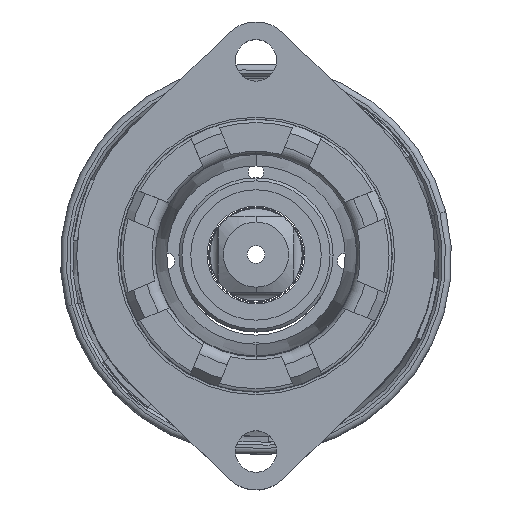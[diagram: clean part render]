
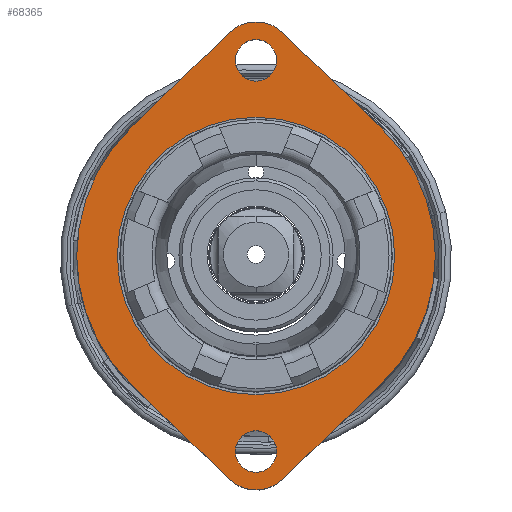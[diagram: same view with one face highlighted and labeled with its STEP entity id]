
A CAD part, top view. The second image highlights one B-rep face of the part: STEP entity #68365.
In plain terms, the highlighted planar face has unit normal (0, 0, 1).
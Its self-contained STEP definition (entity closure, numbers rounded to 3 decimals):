
#67879=CARTESIAN_POINT('',(0.,-33.,495.));
#67880=DIRECTION('',(0.,0.,-1.));
#67881=DIRECTION('',(0.694,-0.72,0.));
#67882=AXIS2_PLACEMENT_3D('',#67879,#67880,#67881);
#67884=DIRECTION('',(-0.72,0.694,0.));
#67885=VECTOR('',#67884,22.912);
#67886=CARTESIAN_POINT('',(-4.513,-37.678,
495.));
#67887=LINE('',#67886,#67885);
#67888=CARTESIAN_POINT('',(0.,0.,495.));
#67889=DIRECTION('',(0.,0.,-1.));
#67890=DIRECTION('',(-0.694,-0.72,0.));
#67891=AXIS2_PLACEMENT_3D('',#67888,#67889,#67890);
#67893=DIRECTION('',(0.72,0.694,0.));
#67894=VECTOR('',#67893,22.912);
#67895=CARTESIAN_POINT('',(-21.002,21.771,
495.));
#67896=LINE('',#67895,#67894);
#67897=CARTESIAN_POINT('',(0.,33.,495.));
#67898=DIRECTION('',(0.,0.,-1.));
#67899=DIRECTION('',(-0.694,0.72,0.));
#67900=AXIS2_PLACEMENT_3D('',#67897,#67898,#67899);
#67902=DIRECTION('',(0.72,-0.694,0.));
#67903=VECTOR('',#67902,22.912);
#67904=CARTESIAN_POINT('',(4.513,37.678,495.));
#67905=LINE('',#67904,#67903);
#67906=CARTESIAN_POINT('',(0.,0.,495.));
#67907=DIRECTION('',(0.,0.,-1.));
#67908=DIRECTION('',(0.694,0.72,0.));
#67909=AXIS2_PLACEMENT_3D('',#67906,#67907,#67908);
#67911=DIRECTION('',(-0.72,-0.694,0.));
#67912=VECTOR('',#67911,22.912);
#67913=CARTESIAN_POINT('',(21.002,-21.771,
495.));
#67914=LINE('',#67913,#67912);
#67915=CARTESIAN_POINT('',(0.,33.,495.));
#67916=DIRECTION('',(0.,0.,1.));
#67917=DIRECTION('',(1.,0.,0.));
#67918=AXIS2_PLACEMENT_3D('',#67915,#67916,#67917);
#67920=CARTESIAN_POINT('',(0.,33.,495.));
#67921=DIRECTION('',(0.,0.,1.));
#67922=DIRECTION('',(-1.,0.,0.));
#67923=AXIS2_PLACEMENT_3D('',#67920,#67921,#67922);
#67925=CARTESIAN_POINT('',(0.,-33.,495.));
#67926=DIRECTION('',(0.,0.,1.));
#67927=DIRECTION('',(1.,0.,0.));
#67928=AXIS2_PLACEMENT_3D('',#67925,#67926,#67927);
#67930=CARTESIAN_POINT('',(0.,-33.,495.));
#67931=DIRECTION('',(0.,0.,1.));
#67932=DIRECTION('',(-1.,0.,0.));
#67933=AXIS2_PLACEMENT_3D('',#67930,#67931,#67932);
#67935=CARTESIAN_POINT('',(0.,0.,495.));
#67936=DIRECTION('',(0.,0.,1.));
#67937=DIRECTION('',(0.,-1.,0.));
#67938=AXIS2_PLACEMENT_3D('',#67935,#67936,#67937);
#67940=CARTESIAN_POINT('',(0.,0.,495.));
#67941=DIRECTION('',(0.,0.,1.));
#67942=DIRECTION('',(0.,1.,0.));
#67943=AXIS2_PLACEMENT_3D('',#67940,#67941,#67942);
#68021=CARTESIAN_POINT('',(4.513,-37.678,
495.));
#68022=CARTESIAN_POINT('',(-4.513,-37.678,
495.));
#68023=VERTEX_POINT('',#68021);
#68024=VERTEX_POINT('',#68022);
#68025=CARTESIAN_POINT('',(-21.002,-21.771,
495.));
#68026=VERTEX_POINT('',#68025);
#68027=CARTESIAN_POINT('',(-21.002,21.771,
495.));
#68028=VERTEX_POINT('',#68027);
#68029=CARTESIAN_POINT('',(-4.513,37.678,
495.));
#68030=VERTEX_POINT('',#68029);
#68031=CARTESIAN_POINT('',(4.513,37.678,495.));
#68032=VERTEX_POINT('',#68031);
#68033=CARTESIAN_POINT('',(21.002,21.771,495.));
#68034=VERTEX_POINT('',#68033);
#68035=CARTESIAN_POINT('',(21.002,-21.771,
495.));
#68036=VERTEX_POINT('',#68035);
#68041=CARTESIAN_POINT('',(3.5,33.,495.));
#68042=CARTESIAN_POINT('',(-3.5,33.,495.));
#68043=VERTEX_POINT('',#68041);
#68044=VERTEX_POINT('',#68042);
#68049=CARTESIAN_POINT('',(3.5,-33.,495.));
#68050=CARTESIAN_POINT('',(-3.5,-33.,495.));
#68051=VERTEX_POINT('',#68049);
#68052=VERTEX_POINT('',#68050);
#68057=CARTESIAN_POINT('',(0.,23.4,495.));
#68058=CARTESIAN_POINT('',(0.,-23.4,
495.));
#68059=VERTEX_POINT('',#68057);
#68060=VERTEX_POINT('',#68058);
#68324=CARTESIAN_POINT('',(0.,0.,495.));
#68325=DIRECTION('',(0.,0.,-1.));
#68326=DIRECTION('',(1.,0.,0.));
#68327=AXIS2_PLACEMENT_3D('',#68324,#68325,#68326);
#68328=PLANE('',#68327);
#68330=ORIENTED_EDGE('',*,*,#68329,.T.);
#68332=ORIENTED_EDGE('',*,*,#68331,.T.);
#68334=ORIENTED_EDGE('',*,*,#68333,.T.);
#68336=ORIENTED_EDGE('',*,*,#68335,.T.);
#68338=ORIENTED_EDGE('',*,*,#68337,.T.);
#68340=ORIENTED_EDGE('',*,*,#68339,.T.);
#68342=ORIENTED_EDGE('',*,*,#68341,.T.);
#68344=ORIENTED_EDGE('',*,*,#68343,.T.);
#68345=EDGE_LOOP('',(#68330,#68332,#68334,#68336,#68338,#68340,#68342,#68344));
#68346=FACE_OUTER_BOUND('',#68345,.F.);
#68348=ORIENTED_EDGE('',*,*,#68347,.T.);
#68350=ORIENTED_EDGE('',*,*,#68349,.T.);
#68351=EDGE_LOOP('',(#68348,#68350));
#68352=FACE_BOUND('',#68351,.F.);
#68354=ORIENTED_EDGE('',*,*,#68353,.T.);
#68356=ORIENTED_EDGE('',*,*,#68355,.T.);
#68357=EDGE_LOOP('',(#68354,#68356));
#68358=FACE_BOUND('',#68357,.F.);
#68360=ORIENTED_EDGE('',*,*,#68359,.T.);
#68362=ORIENTED_EDGE('',*,*,#68361,.T.);
#68363=EDGE_LOOP('',(#68360,#68362));
#68364=FACE_BOUND('',#68363,.F.);
#68365=ADVANCED_FACE('',(#68346,#68352,#68358,#68364),#68328,.F.);
#67883=CIRCLE('',#67882,6.5);
#67892=CIRCLE('',#67891,30.25);
#67901=CIRCLE('',#67900,6.5);
#67910=CIRCLE('',#67909,30.25);
#67919=CIRCLE('',#67918,3.5);
#67924=CIRCLE('',#67923,3.5);
#67929=CIRCLE('',#67928,3.5);
#67934=CIRCLE('',#67933,3.5);
#67939=CIRCLE('',#67938,23.4);
#67944=CIRCLE('',#67943,23.4);
#68329=EDGE_CURVE('',#68023,#68024,#67883,.T.);
#68331=EDGE_CURVE('',#68024,#68026,#67887,.T.);
#68333=EDGE_CURVE('',#68026,#68028,#67892,.T.);
#68335=EDGE_CURVE('',#68028,#68030,#67896,.T.);
#68337=EDGE_CURVE('',#68030,#68032,#67901,.T.);
#68339=EDGE_CURVE('',#68032,#68034,#67905,.T.);
#68341=EDGE_CURVE('',#68034,#68036,#67910,.T.);
#68343=EDGE_CURVE('',#68036,#68023,#67914,.T.);
#68347=EDGE_CURVE('',#68043,#68044,#67919,.T.);
#68349=EDGE_CURVE('',#68044,#68043,#67924,.T.);
#68353=EDGE_CURVE('',#68051,#68052,#67929,.T.);
#68355=EDGE_CURVE('',#68052,#68051,#67934,.T.);
#68359=EDGE_CURVE('',#68060,#68059,#67939,.T.);
#68361=EDGE_CURVE('',#68059,#68060,#67944,.T.);
